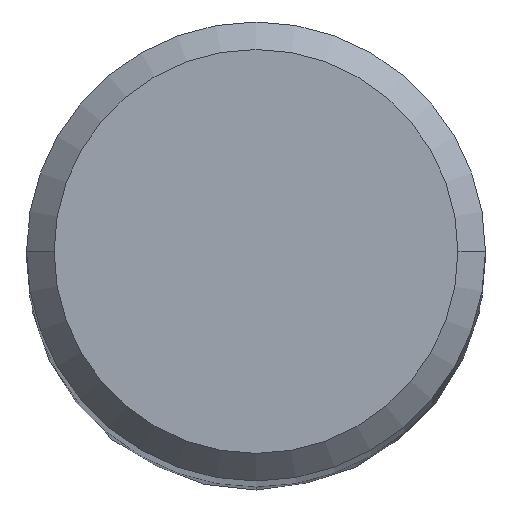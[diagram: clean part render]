
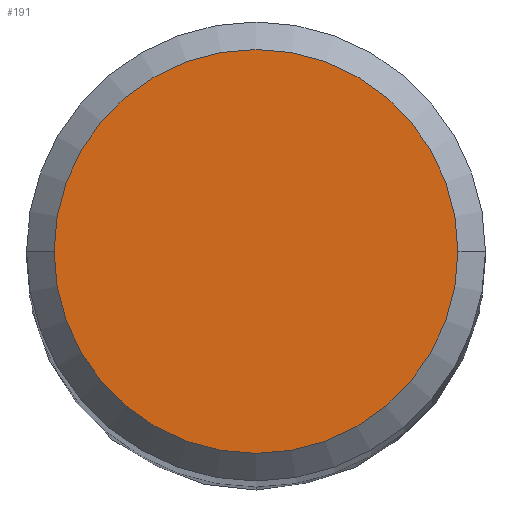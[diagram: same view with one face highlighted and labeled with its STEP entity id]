
A CAD part, top view. The second image highlights one B-rep face of the part: STEP entity #191.
In plain terms, the highlighted planar face has unit normal (0, 0, 1).
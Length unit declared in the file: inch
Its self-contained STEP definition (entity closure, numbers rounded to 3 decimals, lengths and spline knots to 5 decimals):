
#13 = EDGE_CURVE ( 'NONE', #252, #342, #198, .T. ) ;
#42 = CARTESIAN_POINT ( 'NONE',  ( 0., 0., 3. ) ) ;
#47 = CARTESIAN_POINT ( 'NONE',  ( 0., 0., 3. ) ) ;
#77 = DIRECTION ( 'NONE',  ( 0., 0., 1. ) ) ;
#100 = DIRECTION ( 'NONE',  ( 0., 0., 1. ) ) ;
#119 = DIRECTION ( 'NONE',  ( 1., 0., 0. ) ) ;
#121 = EDGE_LOOP ( 'NONE', ( #170, #317 ) ) ;
#124 = AXIS2_PLACEMENT_3D ( 'NONE', #42, #100, #219 ) ;
#131 = AXIS2_PLACEMENT_3D ( 'NONE', #171, #193, #119 ) ;
#141 = CIRCLE ( 'NONE', #131, 0.11 ) ;
#145 = FACE_OUTER_BOUND ( 'NONE', #121, .T. ) ;
#170 = ORIENTED_EDGE ( 'NONE', *, *, #13, .T. ) ;
#171 = CARTESIAN_POINT ( 'NONE',  ( 0., 0., 3. ) ) ;
#191 = ADVANCED_FACE ( 'NONE', ( #145 ), #243, .T. ) ;
#193 = DIRECTION ( 'NONE',  ( 0., 0., 1. ) ) ;
#198 = CIRCLE ( 'NONE', #285, 0.11 ) ;
#219 = DIRECTION ( 'NONE',  ( 1., 0., 0. ) ) ;
#232 = CARTESIAN_POINT ( 'NONE',  ( 0.11, 0., 3. ) ) ;
#237 = EDGE_CURVE ( 'NONE', #342, #252, #141, .T. ) ;
#243 = PLANE ( 'NONE',  #124 ) ;
#252 = VERTEX_POINT ( 'NONE', #297 ) ;
#285 = AXIS2_PLACEMENT_3D ( 'NONE', #47, #77, #338 ) ;
#297 = CARTESIAN_POINT ( 'NONE',  ( -0.11, 0., 3. ) ) ;
#317 = ORIENTED_EDGE ( 'NONE', *, *, #237, .T. ) ;
#338 = DIRECTION ( 'NONE',  ( 1., 0., 0. ) ) ;
#342 = VERTEX_POINT ( 'NONE', #232 ) ;
